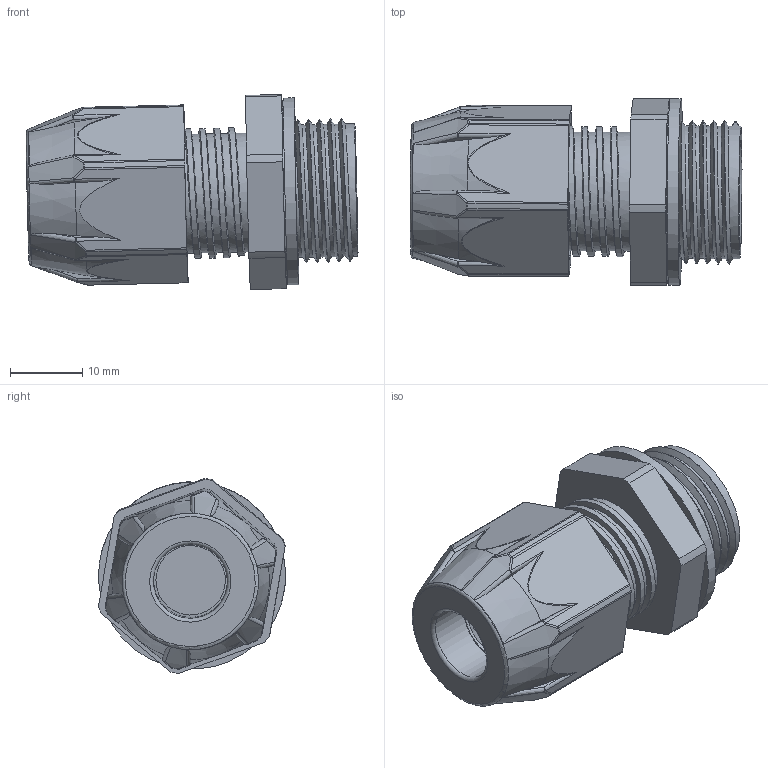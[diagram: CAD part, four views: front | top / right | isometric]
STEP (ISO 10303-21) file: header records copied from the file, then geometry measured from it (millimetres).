
FILE_DESCRIPTION(/* description */ ('Euro-Top-X-4.Generation M20x1,5, Ex e, Doppeldichtung'),/* implementation_level */ '2;1');
FILE_NAME(/* name */ '85280517M20X4HI-RST.stp',/* time_stamp */ '2023-05-03T11:31:18+02:00',/* author */ ('sl'),/* organization */ (''),/* preprocessor_version */ 'ST-DEVELOPER v16.5',/* originating_system */ 'Autodesk Inventor 2017',/* authorisation */ '');
FILE_SCHEMA (('AUTOMOTIVE_DESIGN { 1 0 10303 214 3 1 1 }'));
Length unit declared in the file: millimetre
Products named in the file (7): 85280517M20X4HI; 85280517M20X4HI_1; 85280517M20X4HI_2; 85280517M20X4HI_3; 85280517M20X4HI_4; 85280517M20X4HI_5; 85280517M20XHI
Assembly tree (6 placements, depth 2):
  85280517M20X4HI
    85280517M20X4HI_1
    85280517M20X4HI_2
    85280517M20X4HI_3
    85280517M20X4HI_4
    85280517M20X4HI_5
    85280517M20XHI
Bounding box: 45.91 x 25.87 x 26.96 mm (x, y, z)
Volume: 11218.1 mm3; surface area: 11630.7 mm2
Topology: 6 solids, 6 shells, 304 faces, 781 edges, 496 vertices
Faces by surface type: plane 111, cylinder 82, bspline 41, torus 27, sphere 24, cone 19
Full cylindrical faces by diameter (mm): 7.02 x1, 10 x1, 10.23 x2, 10.32 x1, 10.57 x1, 10.73 x1, 13.18 x1, 13.52 x1, 13.58 x1, 13.64 x1, 13.75 x1, 14.95 x1, 15.52 x1, 16.43 x6, 17.22 x4, 18.338 x6, 18.62 x1, 18.742 x5, 25.88 x1
Entity records: 12992 total; most frequent: CARTESIAN_POINT 6090, ORIENTED_EDGE 1368, DIRECTION 1334, EDGE_CURVE 684, AXIS2_PLACEMENT_3D 553, VERTEX_POINT 454, EDGE_LOOP 340, CIRCLE 287
